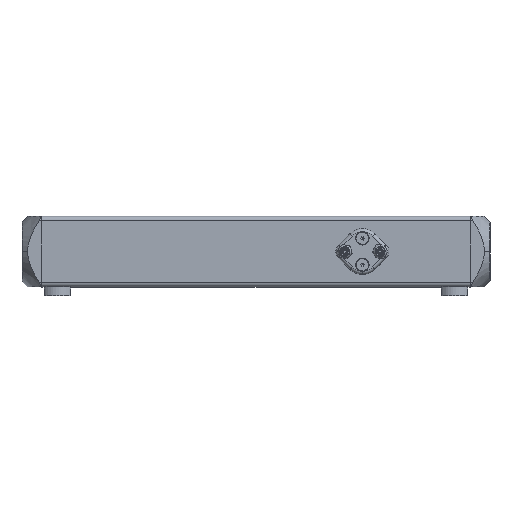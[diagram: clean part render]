
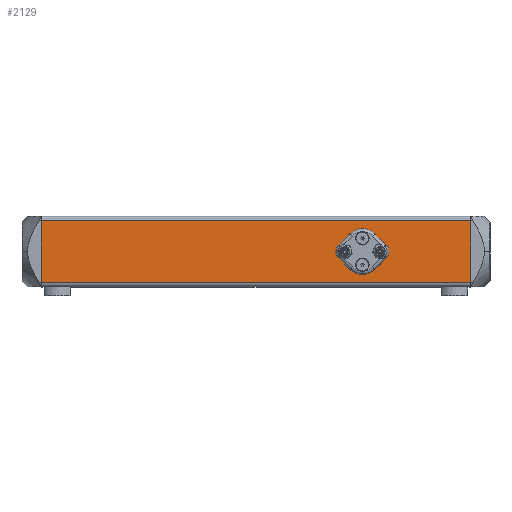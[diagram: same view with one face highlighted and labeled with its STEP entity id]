
A CAD part, top view. The second image highlights one B-rep face of the part: STEP entity #2129.
In plain terms, the highlighted face is planar.
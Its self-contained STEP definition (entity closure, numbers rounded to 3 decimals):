
#165 = EDGE_CURVE ( 'NONE', #798, #4284, #4068, .T. ) ;
#208 = ORIENTED_EDGE ( 'NONE', *, *, #6038, .F. ) ;
#302 = VECTOR ( 'NONE', #3065, 1000. ) ;
#386 = VECTOR ( 'NONE', #7796, 1000. ) ;
#607 = CIRCLE ( 'NONE', #4841, 12.7 ) ;
#694 = CARTESIAN_POINT ( 'NONE',  ( 227.64, 25.4, -4.49 ) ) ;
#798 = VERTEX_POINT ( 'NONE', #9368 ) ;
#849 = ORIENTED_EDGE ( 'NONE', *, *, #9149, .T. ) ;
#867 = EDGE_CURVE ( 'NONE', #1790, #3369, #1624, .T. ) ;
#897 = CARTESIAN_POINT ( 'NONE',  ( 13.97, 25.4, -22.225 ) ) ;
#1158 = ORIENTED_EDGE ( 'NONE', *, *, #7638, .F. ) ;
#1476 = CIRCLE ( 'NONE', #1597, 6.35 ) ;
#1597 = AXIS2_PLACEMENT_3D ( 'NONE', #7503, #7484, #7467 ) ;
#1620 = AXIS2_PLACEMENT_3D ( 'NONE', #8048, #3347, #7904 ) ;
#1624 = CIRCLE ( 'NONE', #1620, 12.7 ) ;
#1724 = CIRCLE ( 'NONE', #6984, 6.35 ) ;
#1790 = VERTEX_POINT ( 'NONE', #3509 ) ;
#2005 = ORIENTED_EDGE ( 'NONE', *, *, #5692, .F. ) ;
#2112 = VERTEX_POINT ( 'NONE', #9769 ) ;
#2115 = CARTESIAN_POINT ( 'NONE',  ( 227.64, 25.4, 4.49 ) ) ;
#2129 = ADVANCED_FACE ( 'NONE', ( #9729, #9711 ), #9697, .F. ) ;
#2161 = CARTESIAN_POINT ( 'NONE',  ( 261.945, 25.4, -4.49 ) ) ;
#2402 = DIRECTION ( 'NONE',  ( 0., 0., 1. ) ) ;
#2411 = DIRECTION ( 'NONE',  ( 0., 1., 0. ) ) ;
#2414 = CARTESIAN_POINT ( 'NONE',  ( 257.455, 25.4, 0. ) ) ;
#2431 = EDGE_CURVE ( 'NONE', #8209, #5138, #1476, .T. ) ;
#2439 = DIRECTION ( 'NONE',  ( 0.707, 0., -0.707 ) ) ;
#2446 = CARTESIAN_POINT ( 'NONE',  ( 253.773, 25.4, 12.662 ) ) ;
#2448 = LINE ( 'NONE', #2446, #5505 ) ;
#2842 = CARTESIAN_POINT ( 'NONE',  ( 336.55, 25.4, -22.225 ) ) ;
#2920 = DIRECTION ( 'NONE',  ( 0., 0., 1. ) ) ;
#2926 = CARTESIAN_POINT ( 'NONE',  ( 322.58, 25.4, 22.225 ) ) ;
#2927 = LINE ( 'NONE', #2926, #4384 ) ;
#3065 = DIRECTION ( 'NONE',  ( 0., 0., -1. ) ) ;
#3068 = CARTESIAN_POINT ( 'NONE',  ( 13.97, 25.4, 22.225 ) ) ;
#3073 = LINE ( 'NONE', #3068, #302 ) ;
#3346 = VERTEX_POINT ( 'NONE', #3829 ) ;
#3347 = DIRECTION ( 'NONE',  ( 0., 1., 0. ) ) ;
#3369 = VERTEX_POINT ( 'NONE', #3550 ) ;
#3391 = VERTEX_POINT ( 'NONE', #3479 ) ;
#3394 = VECTOR ( 'NONE', #5618, 1000. ) ;
#3411 = DIRECTION ( 'NONE',  ( -1., 0., 0. ) ) ;
#3468 = EDGE_CURVE ( 'NONE', #5369, #798, #2927, .T. ) ;
#3479 = CARTESIAN_POINT ( 'NONE',  ( 261.945, 25.4, 4.49 ) ) ;
#3509 = CARTESIAN_POINT ( 'NONE',  ( 235.812, 25.4, 12.662 ) ) ;
#3550 = CARTESIAN_POINT ( 'NONE',  ( 253.773, 25.4, 12.662 ) ) ;
#3567 = ORIENTED_EDGE ( 'NONE', *, *, #2431, .F. ) ;
#3594 = AXIS2_PLACEMENT_3D ( 'NONE', #9696, #9693, #9686 ) ;
#3712 = CARTESIAN_POINT ( 'NONE',  ( 336.55, 25.4, 22.225 ) ) ;
#3829 = CARTESIAN_POINT ( 'NONE',  ( 235.812, 25.4, -12.662 ) ) ;
#3871 = EDGE_LOOP ( 'NONE', ( #7721, #8428, #3567, #2005, #9676, #8328, #4999, #208, #4473 ) ) ;
#3986 = EDGE_CURVE ( 'NONE', #5138, #1790, #8878, .T. ) ;
#4068 = LINE ( 'NONE', #3712, #4864 ) ;
#4284 = VERTEX_POINT ( 'NONE', #7570 ) ;
#4384 = VECTOR ( 'NONE', #2920, 1000. ) ;
#4473 = ORIENTED_EDGE ( 'NONE', *, *, #7763, .F. ) ;
#4841 = AXIS2_PLACEMENT_3D ( 'NONE', #7747, #7740, #7737 ) ;
#4864 = VECTOR ( 'NONE', #3411, 1000. ) ;
#4999 = ORIENTED_EDGE ( 'NONE', *, *, #7244, .F. ) ;
#5123 = VERTEX_POINT ( 'NONE', #2161 ) ;
#5138 = VERTEX_POINT ( 'NONE', #2115 ) ;
#5160 = VECTOR ( 'NONE', #7906, 1000. ) ;
#5277 = VERTEX_POINT ( 'NONE', #897 ) ;
#5369 = VERTEX_POINT ( 'NONE', #9725 ) ;
#5505 = VECTOR ( 'NONE', #2439, 1000. ) ;
#5618 = DIRECTION ( 'NONE',  ( -0.707, 0., -0.707 ) ) ;
#5626 = CARTESIAN_POINT ( 'NONE',  ( 261.945, 25.4, -4.49 ) ) ;
#5638 = LINE ( 'NONE', #5626, #3394 ) ;
#5640 = DIRECTION ( 'NONE',  ( 0., 0., 1. ) ) ;
#5642 = DIRECTION ( 'NONE',  ( 0., 1., 0. ) ) ;
#5653 = CARTESIAN_POINT ( 'NONE',  ( 244.792, 25.4, -3.682 ) ) ;
#5692 = EDGE_CURVE ( 'NONE', #3346, #8209, #7916, .T. ) ;
#5723 = EDGE_CURVE ( 'NONE', #2112, #6540, #607, .T. ) ;
#5771 = EDGE_LOOP ( 'NONE', ( #1158, #8630, #9011, #849 ) ) ;
#5919 = EDGE_CURVE ( 'NONE', #6540, #3346, #9213, .T. ) ;
#6038 = EDGE_CURVE ( 'NONE', #3391, #5123, #1724, .T. ) ;
#6150 = LINE ( 'NONE', #2842, #386 ) ;
#6540 = VERTEX_POINT ( 'NONE', #9028 ) ;
#6984 = AXIS2_PLACEMENT_3D ( 'NONE', #2414, #2411, #2402 ) ;
#7174 = AXIS2_PLACEMENT_3D ( 'NONE', #5653, #5642, #5640 ) ;
#7244 = EDGE_CURVE ( 'NONE', #5123, #2112, #5638, .T. ) ;
#7467 = DIRECTION ( 'NONE',  ( 0., 0., 1. ) ) ;
#7484 = DIRECTION ( 'NONE',  ( 0., 1., 0. ) ) ;
#7503 = CARTESIAN_POINT ( 'NONE',  ( 232.13, 25.4, 0. ) ) ;
#7570 = CARTESIAN_POINT ( 'NONE',  ( 13.97, 25.4, 22.225 ) ) ;
#7638 = EDGE_CURVE ( 'NONE', #4284, #5277, #3073, .T. ) ;
#7721 = ORIENTED_EDGE ( 'NONE', *, *, #867, .F. ) ;
#7737 = DIRECTION ( 'NONE',  ( 0., 0., 1. ) ) ;
#7740 = DIRECTION ( 'NONE',  ( 0., 1., 0. ) ) ;
#7747 = CARTESIAN_POINT ( 'NONE',  ( 244.792, 25.4, -3.682 ) ) ;
#7763 = EDGE_CURVE ( 'NONE', #3369, #3391, #2448, .T. ) ;
#7796 = DIRECTION ( 'NONE',  ( -1., 0., 0. ) ) ;
#7904 = DIRECTION ( 'NONE',  ( 0., 0., 1. ) ) ;
#7906 = DIRECTION ( 'NONE',  ( -0.707, 0., 0.707 ) ) ;
#7908 = CARTESIAN_POINT ( 'NONE',  ( 235.812, 25.4, -12.662 ) ) ;
#7916 = LINE ( 'NONE', #7908, #5160 ) ;
#8048 = CARTESIAN_POINT ( 'NONE',  ( 244.793, 25.4, 3.682 ) ) ;
#8209 = VERTEX_POINT ( 'NONE', #694 ) ;
#8328 = ORIENTED_EDGE ( 'NONE', *, *, #5723, .F. ) ;
#8428 = ORIENTED_EDGE ( 'NONE', *, *, #3986, .F. ) ;
#8630 = ORIENTED_EDGE ( 'NONE', *, *, #165, .F. ) ;
#8871 = DIRECTION ( 'NONE',  ( 0.707, 0., 0.707 ) ) ;
#8873 = CARTESIAN_POINT ( 'NONE',  ( 227.64, 25.4, 4.49 ) ) ;
#8878 = LINE ( 'NONE', #8873, #9560 ) ;
#9011 = ORIENTED_EDGE ( 'NONE', *, *, #3468, .F. ) ;
#9028 = CARTESIAN_POINT ( 'NONE',  ( 244.792, 25.4, -16.382 ) ) ;
#9149 = EDGE_CURVE ( 'NONE', #5369, #5277, #6150, .T. ) ;
#9213 = CIRCLE ( 'NONE', #7174, 12.7 ) ;
#9368 = CARTESIAN_POINT ( 'NONE',  ( 322.58, 25.4, 22.225 ) ) ;
#9560 = VECTOR ( 'NONE', #8871, 1000. ) ;
#9676 = ORIENTED_EDGE ( 'NONE', *, *, #5919, .F. ) ;
#9686 = DIRECTION ( 'NONE',  ( 0., 0., -1. ) ) ;
#9693 = DIRECTION ( 'NONE',  ( 0., -1., 0. ) ) ;
#9696 = CARTESIAN_POINT ( 'NONE',  ( 336.55, 25.4, 22.225 ) ) ;
#9697 = PLANE ( 'NONE',  #3594 ) ;
#9711 = FACE_OUTER_BOUND ( 'NONE', #5771, .T. ) ;
#9725 = CARTESIAN_POINT ( 'NONE',  ( 322.58, 25.4, -22.225 ) ) ;
#9729 = FACE_BOUND ( 'NONE', #3871, .T. ) ;
#9769 = CARTESIAN_POINT ( 'NONE',  ( 253.773, 25.4, -12.662 ) ) ;
